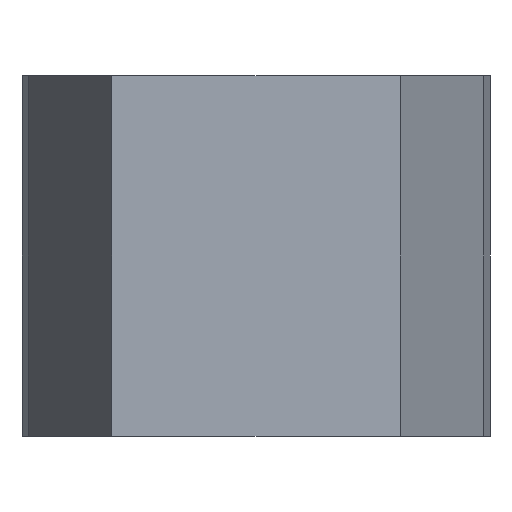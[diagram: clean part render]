
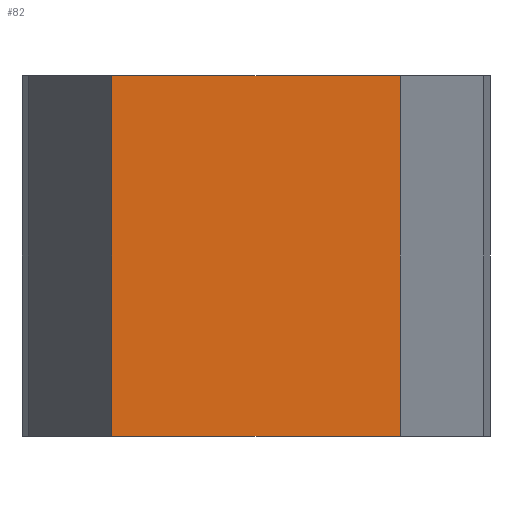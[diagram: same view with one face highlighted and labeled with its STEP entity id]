
A CAD part, left-side view. The second image highlights one B-rep face of the part: STEP entity #82.
In plain terms, the highlighted planar face has unit normal (-1, 0, 0).
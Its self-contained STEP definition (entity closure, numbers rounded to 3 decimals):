
#53 = DIRECTION ( 'NONE',  ( 0., 0., -1. ) ) ;
#79 = ORIENTED_EDGE ( 'NONE', *, *, #322, .F. ) ;
#82 = ADVANCED_FACE ( 'NONE', ( #775 ), #106, .F. ) ;
#96 = LINE ( 'NONE', #344, #430 ) ;
#106 = PLANE ( 'NONE',  #580 ) ;
#116 = VERTEX_POINT ( 'NONE', #372 ) ;
#137 = DIRECTION ( 'NONE',  ( 0., 0., -1. ) ) ;
#154 = ORIENTED_EDGE ( 'NONE', *, *, #547, .F. ) ;
#189 = EDGE_CURVE ( 'NONE', #116, #196, #721, .T. ) ;
#196 = VERTEX_POINT ( 'NONE', #783 ) ;
#300 = CARTESIAN_POINT ( 'NONE',  ( -80., 40., 50. ) ) ;
#322 = EDGE_CURVE ( 'NONE', #790, #196, #734, .T. ) ;
#344 = CARTESIAN_POINT ( 'NONE',  ( -80., -40., 50. ) ) ;
#372 = CARTESIAN_POINT ( 'NONE',  ( -80., 40., -50. ) ) ;
#378 = DIRECTION ( 'NONE',  ( 1., 0., 0. ) ) ;
#386 = LINE ( 'NONE', #770, #551 ) ;
#391 = ORIENTED_EDGE ( 'NONE', *, *, #663, .T. ) ;
#430 = VECTOR ( 'NONE', #542, 1000. ) ;
#449 = VECTOR ( 'NONE', #456, 1000. ) ;
#456 = DIRECTION ( 'NONE',  ( 0., -1., 0. ) ) ;
#479 = VERTEX_POINT ( 'NONE', #300 ) ;
#518 = CARTESIAN_POINT ( 'NONE',  ( -80., -40., -50. ) ) ;
#542 = DIRECTION ( 'NONE',  ( 0., -1., 0. ) ) ;
#543 = ORIENTED_EDGE ( 'NONE', *, *, #189, .T. ) ;
#547 = EDGE_CURVE ( 'NONE', #479, #790, #96, .T. ) ;
#551 = VECTOR ( 'NONE', #53, 1000. ) ;
#553 = EDGE_LOOP ( 'NONE', ( #543, #79, #154, #391 ) ) ;
#560 = VECTOR ( 'NONE', #137, 1000. ) ;
#568 = DIRECTION ( 'NONE',  ( 0., 0., -1. ) ) ;
#580 = AXIS2_PLACEMENT_3D ( 'NONE', #754, #378, #568 ) ;
#663 = EDGE_CURVE ( 'NONE', #479, #116, #386, .T. ) ;
#669 = CARTESIAN_POINT ( 'NONE',  ( -80., -40., 50. ) ) ;
#721 = LINE ( 'NONE', #518, #449 ) ;
#734 = LINE ( 'NONE', #669, #560 ) ;
#754 = CARTESIAN_POINT ( 'NONE',  ( -80., -40., 50. ) ) ;
#770 = CARTESIAN_POINT ( 'NONE',  ( -80., 40., 50. ) ) ;
#775 = FACE_OUTER_BOUND ( 'NONE', #553, .T. ) ;
#783 = CARTESIAN_POINT ( 'NONE',  ( -80., -40., -50. ) ) ;
#790 = VERTEX_POINT ( 'NONE', #853 ) ;
#853 = CARTESIAN_POINT ( 'NONE',  ( -80., -40., 50. ) ) ;
